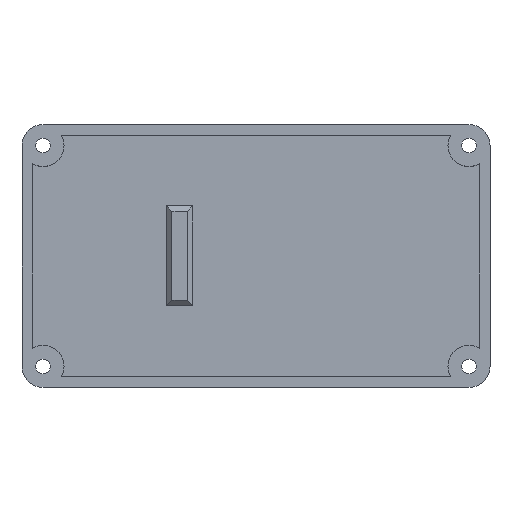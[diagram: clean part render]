
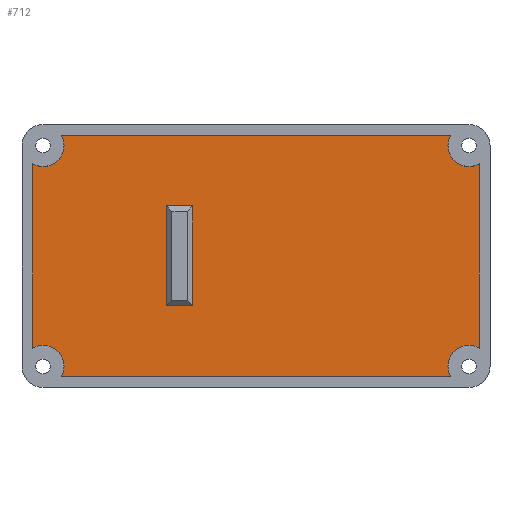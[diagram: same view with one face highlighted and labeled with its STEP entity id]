
A CAD part, top view. The second image highlights one B-rep face of the part: STEP entity #712.
In plain terms, the highlighted planar face has unit normal (0, 0, 1).
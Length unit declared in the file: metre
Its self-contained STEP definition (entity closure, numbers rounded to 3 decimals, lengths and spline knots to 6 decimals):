
#36=CIRCLE('',#774,0.004);
#37=CIRCLE('',#775,0.004);
#38=CIRCLE('',#776,0.004);
#39=CIRCLE('',#777,0.004);
#80=ORIENTED_EDGE('',*,*,#280,.T.);
#81=ORIENTED_EDGE('',*,*,#281,.F.);
#82=ORIENTED_EDGE('',*,*,#282,.T.);
#83=ORIENTED_EDGE('',*,*,#283,.F.);
#84=ORIENTED_EDGE('',*,*,#284,.T.);
#85=ORIENTED_EDGE('',*,*,#285,.F.);
#86=ORIENTED_EDGE('',*,*,#286,.F.);
#87=ORIENTED_EDGE('',*,*,#287,.F.);
#88=ORIENTED_EDGE('',*,*,#288,.F.);
#89=ORIENTED_EDGE('',*,*,#289,.T.);
#90=ORIENTED_EDGE('',*,*,#290,.T.);
#91=ORIENTED_EDGE('',*,*,#291,.T.);
#280=EDGE_CURVE('',#380,#381,#444,.T.);
#281=EDGE_CURVE('',#382,#381,#36,.F.);
#282=EDGE_CURVE('',#382,#383,#445,.T.);
#283=EDGE_CURVE('',#384,#383,#37,.F.);
#284=EDGE_CURVE('',#384,#385,#446,.T.);
#285=EDGE_CURVE('',#386,#385,#38,.F.);
#286=EDGE_CURVE('',#387,#386,#447,.T.);
#287=EDGE_CURVE('',#380,#387,#39,.F.);
#288=EDGE_CURVE('',#388,#389,#448,.T.);
#289=EDGE_CURVE('',#388,#390,#449,.T.);
#290=EDGE_CURVE('',#390,#391,#450,.T.);
#291=EDGE_CURVE('',#391,#389,#451,.T.);
#380=VERTEX_POINT('',#1110);
#381=VERTEX_POINT('',#1111);
#382=VERTEX_POINT('',#1113);
#383=VERTEX_POINT('',#1115);
#384=VERTEX_POINT('',#1117);
#385=VERTEX_POINT('',#1119);
#386=VERTEX_POINT('',#1121);
#387=VERTEX_POINT('',#1123);
#388=VERTEX_POINT('',#1126);
#389=VERTEX_POINT('',#1127);
#390=VERTEX_POINT('',#1129);
#391=VERTEX_POINT('',#1131);
#444=LINE('',#1109,#500);
#445=LINE('',#1114,#501);
#446=LINE('',#1118,#502);
#447=LINE('',#1122,#503);
#448=LINE('',#1125,#504);
#449=LINE('',#1128,#505);
#450=LINE('',#1130,#506);
#451=LINE('',#1132,#507);
#500=VECTOR('',#869,1.);
#501=VECTOR('',#872,1.);
#502=VECTOR('',#875,1.);
#503=VECTOR('',#878,1.);
#504=VECTOR('',#881,1.);
#505=VECTOR('',#882,1.);
#506=VECTOR('',#883,1.);
#507=VECTOR('',#884,1.);
#556=EDGE_LOOP('',(#80,#81,#82,#83,#84,#85,#86,#87));
#557=EDGE_LOOP('',(#88,#89,#90,#91));
#622=FACE_BOUND('',#556,.T.);
#623=FACE_BOUND('',#557,.T.);
#688=PLANE('',#773);
#712=ADVANCED_FACE('',(#622,#623),#688,.F.);
#773=AXIS2_PLACEMENT_3D('',#1108,#867,#868);
#774=AXIS2_PLACEMENT_3D('',#1112,#870,#871);
#775=AXIS2_PLACEMENT_3D('',#1116,#873,#874);
#776=AXIS2_PLACEMENT_3D('',#1120,#876,#877);
#777=AXIS2_PLACEMENT_3D('',#1124,#879,#880);
#867=DIRECTION('',(0.,0.,-1.));
#868=DIRECTION('',(1.,0.,0.));
#869=DIRECTION('',(-1.,0.,0.));
#870=DIRECTION('',(0.,0.,-1.));
#871=DIRECTION('',(-1.,0.,0.));
#872=DIRECTION('',(0.,-1.,0.));
#873=DIRECTION('',(0.,0.,-1.));
#874=DIRECTION('',(-1.,0.,0.));
#875=DIRECTION('',(1.,0.,0.));
#876=DIRECTION('',(0.,0.,-1.));
#877=DIRECTION('',(-1.,0.,0.));
#878=DIRECTION('',(0.,-1.,0.));
#879=DIRECTION('',(0.,0.,-1.));
#880=DIRECTION('',(-1.,0.,0.));
#881=DIRECTION('',(1.,0.,0.));
#882=DIRECTION('',(0.,1.,0.));
#883=DIRECTION('',(1.,0.,0.));
#884=DIRECTION('',(0.,-1.,0.));
#1108=CARTESIAN_POINT('',(-0.0045,0.,-0.0255));
#1109=CARTESIAN_POINT('',(-0.0045,0.023,-0.0255));
#1110=CARTESIAN_POINT('',(0.032536,0.023,-0.0255));
#1111=CARTESIAN_POINT('',(-0.041536,0.023,-0.0255));
#1112=CARTESIAN_POINT('',(-0.045,0.021,-0.0255));
#1113=CARTESIAN_POINT('',(-0.047,0.017536,-0.0255));
#1114=CARTESIAN_POINT('',(-0.047,0.,-0.0255));
#1115=CARTESIAN_POINT('',(-0.047,-0.017536,-0.0255));
#1116=CARTESIAN_POINT('',(-0.045,-0.021,-0.0255));
#1117=CARTESIAN_POINT('',(-0.041536,-0.023,-0.0255));
#1118=CARTESIAN_POINT('',(-0.0045,-0.023,-0.0255));
#1119=CARTESIAN_POINT('',(0.032536,-0.023,-0.0255));
#1120=CARTESIAN_POINT('',(0.036,-0.021,-0.0255));
#1121=CARTESIAN_POINT('',(0.038,-0.017536,-0.0255));
#1122=CARTESIAN_POINT('',(0.038,0.,-0.0255));
#1123=CARTESIAN_POINT('',(0.038,0.017536,-0.0255));
#1124=CARTESIAN_POINT('',(0.036,0.021,-0.0255));
#1125=CARTESIAN_POINT('',(-0.019,-0.0095,-0.0255));
#1126=CARTESIAN_POINT('',(-0.0215,-0.0095,-0.0255));
#1127=CARTESIAN_POINT('',(-0.0165,-0.0095,-0.0255));
#1128=CARTESIAN_POINT('',(-0.0215,0.,-0.0255));
#1129=CARTESIAN_POINT('',(-0.0215,0.0095,-0.0255));
#1130=CARTESIAN_POINT('',(-0.019,0.0095,-0.0255));
#1131=CARTESIAN_POINT('',(-0.0165,0.0095,-0.0255));
#1132=CARTESIAN_POINT('',(-0.0165,0.,-0.0255));
